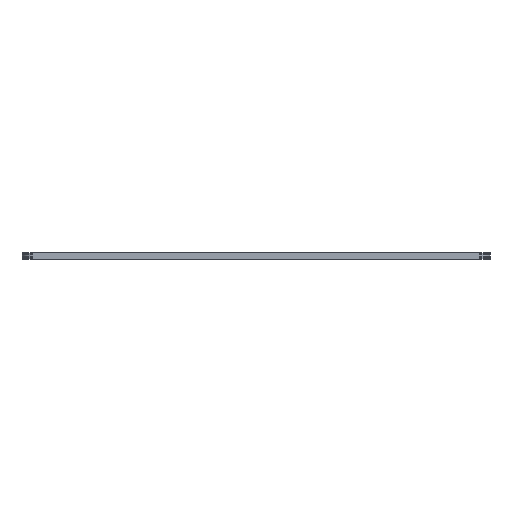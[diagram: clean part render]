
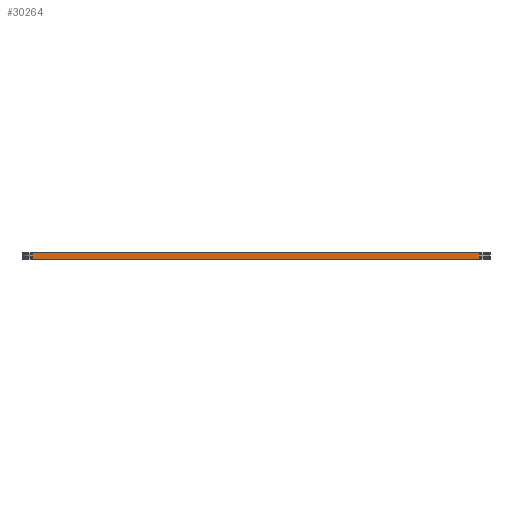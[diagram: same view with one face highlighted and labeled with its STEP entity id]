
A CAD part, left-side view. The second image highlights one B-rep face of the part: STEP entity #30264.
In plain terms, the highlighted planar face has unit normal (-1, 0, 0).
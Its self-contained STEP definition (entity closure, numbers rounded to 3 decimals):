
#90 = PLANE('',#91);
#91 = AXIS2_PLACEMENT_3D('',#92,#93,#94);
#92 = CARTESIAN_POINT('',(96.543,-75.845,1.58));
#93 = DIRECTION('',(-0.,-0.,-1.));
#94 = DIRECTION('',(-1.,0.,0.));
#144 = PLANE('',#145);
#145 = AXIS2_PLACEMENT_3D('',#146,#147,#148);
#146 = CARTESIAN_POINT('',(96.543,-75.845,0.));
#147 = DIRECTION('',(-0.,-0.,-1.));
#148 = DIRECTION('',(-1.,0.,0.));
#1345 = VERTEX_POINT('',#1346);
#1346 = CARTESIAN_POINT('',(22.86,-128.836,0.));
#1360 = PLANE('',#1361);
#1361 = AXIS2_PLACEMENT_3D('',#1362,#1363,#1364);
#1362 = CARTESIAN_POINT('',(22.879,-129.142,0.));
#1363 = DIRECTION('',(-0.998,-0.06,0.));
#1364 = DIRECTION('',(-0.06,0.998,0.));
#1372 = EDGE_CURVE('',#1345,#1373,#1375,.T.);
#1373 = VERTEX_POINT('',#1374);
#1374 = CARTESIAN_POINT('',(22.86,-22.856,0.));
#1375 = SURFACE_CURVE('',#1376,(#1380,#1387),.PCURVE_S1.);
#1376 = LINE('',#1377,#1378);
#1377 = CARTESIAN_POINT('',(22.86,-128.836,0.));
#1378 = VECTOR('',#1379,1.);
#1379 = DIRECTION('',(0.,1.,0.));
#1380 = PCURVE('',#144,#1381);
#1381 = DEFINITIONAL_REPRESENTATION('',(#1382),#1386);
#1382 = LINE('',#1383,#1384);
#1383 = CARTESIAN_POINT('',(73.683,-52.991));
#1384 = VECTOR('',#1385,1.);
#1385 = DIRECTION('',(0.,1.));
#1386 = ( GEOMETRIC_REPRESENTATION_CONTEXT(2) 
PARAMETRIC_REPRESENTATION_CONTEXT() REPRESENTATION_CONTEXT('2D SPACE',''
  ) );
#1387 = PCURVE('',#1388,#1393);
#1388 = PLANE('',#1389);
#1389 = AXIS2_PLACEMENT_3D('',#1390,#1391,#1392);
#1390 = CARTESIAN_POINT('',(22.86,-128.836,0.));
#1391 = DIRECTION('',(-1.,0.,0.));
#1392 = DIRECTION('',(0.,1.,0.));
#1393 = DEFINITIONAL_REPRESENTATION('',(#1394),#1398);
#1394 = LINE('',#1395,#1396);
#1395 = CARTESIAN_POINT('',(0.,0.));
#1396 = VECTOR('',#1397,1.);
#1397 = DIRECTION('',(1.,0.));
#1398 = ( GEOMETRIC_REPRESENTATION_CONTEXT(2) 
PARAMETRIC_REPRESENTATION_CONTEXT() REPRESENTATION_CONTEXT('2D SPACE',''
  ) );
#1416 = PLANE('',#1417);
#1417 = AXIS2_PLACEMENT_3D('',#1418,#1419,#1420);
#1418 = CARTESIAN_POINT('',(22.86,-22.856,0.));
#1419 = DIRECTION('',(-0.998,0.06,0.));
#1420 = DIRECTION('',(0.06,0.998,0.));
#17183 = VERTEX_POINT('',#17184);
#17184 = CARTESIAN_POINT('',(22.86,-128.836,1.58));
#17205 = EDGE_CURVE('',#17183,#17206,#17208,.T.);
#17206 = VERTEX_POINT('',#17207);
#17207 = CARTESIAN_POINT('',(22.86,-22.856,1.58));
#17208 = SURFACE_CURVE('',#17209,(#17213,#17220),.PCURVE_S1.);
#17209 = LINE('',#17210,#17211);
#17210 = CARTESIAN_POINT('',(22.86,-128.836,1.58));
#17211 = VECTOR('',#17212,1.);
#17212 = DIRECTION('',(0.,1.,0.));
#17213 = PCURVE('',#90,#17214);
#17214 = DEFINITIONAL_REPRESENTATION('',(#17215),#17219);
#17215 = LINE('',#17216,#17217);
#17216 = CARTESIAN_POINT('',(73.683,-52.991));
#17217 = VECTOR('',#17218,1.);
#17218 = DIRECTION('',(0.,1.));
#17219 = ( GEOMETRIC_REPRESENTATION_CONTEXT(2) 
PARAMETRIC_REPRESENTATION_CONTEXT() REPRESENTATION_CONTEXT('2D SPACE',''
  ) );
#17220 = PCURVE('',#1388,#17221);
#17221 = DEFINITIONAL_REPRESENTATION('',(#17222),#17226);
#17222 = LINE('',#17223,#17224);
#17223 = CARTESIAN_POINT('',(0.,-1.58));
#17224 = VECTOR('',#17225,1.);
#17225 = DIRECTION('',(1.,0.));
#17226 = ( GEOMETRIC_REPRESENTATION_CONTEXT(2) 
PARAMETRIC_REPRESENTATION_CONTEXT() REPRESENTATION_CONTEXT('2D SPACE',''
  ) );
#30214 = EDGE_CURVE('',#1373,#17206,#30215,.T.);
#30215 = SURFACE_CURVE('',#30216,(#30220,#30227),.PCURVE_S1.);
#30216 = LINE('',#30217,#30218);
#30217 = CARTESIAN_POINT('',(22.86,-22.856,0.));
#30218 = VECTOR('',#30219,1.);
#30219 = DIRECTION('',(0.,0.,1.));
#30220 = PCURVE('',#1416,#30221);
#30221 = DEFINITIONAL_REPRESENTATION('',(#30222),#30226);
#30222 = LINE('',#30223,#30224);
#30223 = CARTESIAN_POINT('',(0.,0.));
#30224 = VECTOR('',#30225,1.);
#30225 = DIRECTION('',(0.,-1.));
#30226 = ( GEOMETRIC_REPRESENTATION_CONTEXT(2) 
PARAMETRIC_REPRESENTATION_CONTEXT() REPRESENTATION_CONTEXT('2D SPACE',''
  ) );
#30227 = PCURVE('',#1388,#30228);
#30228 = DEFINITIONAL_REPRESENTATION('',(#30229),#30233);
#30229 = LINE('',#30230,#30231);
#30230 = CARTESIAN_POINT('',(105.98,0.));
#30231 = VECTOR('',#30232,1.);
#30232 = DIRECTION('',(0.,-1.));
#30233 = ( GEOMETRIC_REPRESENTATION_CONTEXT(2) 
PARAMETRIC_REPRESENTATION_CONTEXT() REPRESENTATION_CONTEXT('2D SPACE',''
  ) );
#30264 = ADVANCED_FACE('',(#30265),#1388,.T.);
#30265 = FACE_BOUND('',#30266,.T.);
#30266 = EDGE_LOOP('',(#30267,#30288,#30289,#30290));
#30267 = ORIENTED_EDGE('',*,*,#30268,.T.);
#30268 = EDGE_CURVE('',#1345,#17183,#30269,.T.);
#30269 = SURFACE_CURVE('',#30270,(#30274,#30281),.PCURVE_S1.);
#30270 = LINE('',#30271,#30272);
#30271 = CARTESIAN_POINT('',(22.86,-128.836,0.));
#30272 = VECTOR('',#30273,1.);
#30273 = DIRECTION('',(0.,0.,1.));
#30274 = PCURVE('',#1388,#30275);
#30275 = DEFINITIONAL_REPRESENTATION('',(#30276),#30280);
#30276 = LINE('',#30277,#30278);
#30277 = CARTESIAN_POINT('',(0.,0.));
#30278 = VECTOR('',#30279,1.);
#30279 = DIRECTION('',(0.,-1.));
#30280 = ( GEOMETRIC_REPRESENTATION_CONTEXT(2) 
PARAMETRIC_REPRESENTATION_CONTEXT() REPRESENTATION_CONTEXT('2D SPACE',''
  ) );
#30281 = PCURVE('',#1360,#30282);
#30282 = DEFINITIONAL_REPRESENTATION('',(#30283),#30287);
#30283 = LINE('',#30284,#30285);
#30284 = CARTESIAN_POINT('',(0.307,0.));
#30285 = VECTOR('',#30286,1.);
#30286 = DIRECTION('',(0.,-1.));
#30287 = ( GEOMETRIC_REPRESENTATION_CONTEXT(2) 
PARAMETRIC_REPRESENTATION_CONTEXT() REPRESENTATION_CONTEXT('2D SPACE',''
  ) );
#30288 = ORIENTED_EDGE('',*,*,#17205,.T.);
#30289 = ORIENTED_EDGE('',*,*,#30214,.F.);
#30290 = ORIENTED_EDGE('',*,*,#1372,.F.);
